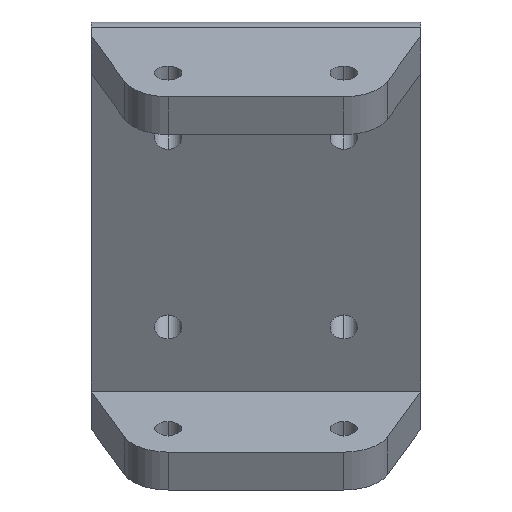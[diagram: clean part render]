
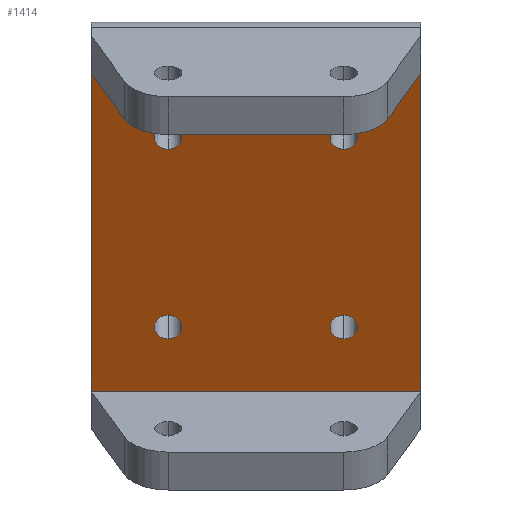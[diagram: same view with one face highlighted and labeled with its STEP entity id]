
A CAD part, top view. The second image highlights one B-rep face of the part: STEP entity #1414.
In plain terms, the highlighted planar face has unit normal (0, -0.507, 0.862).
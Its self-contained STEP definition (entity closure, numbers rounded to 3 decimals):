
#27 = VERTEX_POINT ( 'NONE', #1101 ) ;
#38 = EDGE_CURVE ( 'NONE', #1911, #1899, #238, .T. ) ;
#45 = VECTOR ( 'NONE', #1694, 1000. ) ;
#68 = ORIENTED_EDGE ( 'NONE', *, *, #682, .T. ) ;
#71 = DIRECTION ( 'NONE',  ( 0., 0.862, 0.507 ) ) ;
#78 = AXIS2_PLACEMENT_3D ( 'NONE', #225, #1918, #984 ) ;
#91 = CARTESIAN_POINT ( 'NONE',  ( 8., 207.006, 142.64 ) ) ;
#94 = FACE_BOUND ( 'NONE', #1940, .T. ) ;
#126 = EDGE_CURVE ( 'NONE', #864, #1561, #340, .T. ) ;
#138 = AXIS2_PLACEMENT_3D ( 'NONE', #1586, #1129, #1884 ) ;
#148 = LINE ( 'NONE', #764, #1936 ) ;
#161 = CARTESIAN_POINT ( 'NONE',  ( -22., 213.902, 146.696 ) ) ;
#172 = CARTESIAN_POINT ( 'NONE',  ( 15., 185.027, 129.712 ) ) ;
#200 = DIRECTION ( 'NONE',  ( 0., 0.507, -0.862 ) ) ;
#225 = CARTESIAN_POINT ( 'NONE',  ( -8., 208.084, 143.274 ) ) ;
#238 = CIRCLE ( 'NONE', #297, 1.25 ) ;
#249 = VECTOR ( 'NONE', #1763, 1000. ) ;
#250 = CARTESIAN_POINT ( 'NONE',  ( -22., 213.902, 146.696 ) ) ;
#257 = EDGE_CURVE ( 'NONE', #1017, #27, #1567, .T. ) ;
#273 = AXIS2_PLACEMENT_3D ( 'NONE', #250, #909, #1524 ) ;
#297 = AXIS2_PLACEMENT_3D ( 'NONE', #1531, #650, #618 ) ;
#302 = CIRCLE ( 'NONE', #335, 1.25 ) ;
#330 = ORIENTED_EDGE ( 'NONE', *, *, #1849, .T. ) ;
#335 = AXIS2_PLACEMENT_3D ( 'NONE', #756, #1359, #1972 ) ;
#340 = CIRCLE ( 'NONE', #1169, 1.25 ) ;
#352 = DIRECTION ( 'NONE',  ( 0., 0.862, 0.507 ) ) ;
#397 = CARTESIAN_POINT ( 'NONE',  ( -22., 185.027, 129.712 ) ) ;
#407 = CIRCLE ( 'NONE', #1328, 1.25 ) ;
#415 = EDGE_CURVE ( 'NONE', #1561, #864, #426, .T. ) ;
#422 = EDGE_CURVE ( 'NONE', #1899, #1911, #630, .T. ) ;
#424 = ORIENTED_EDGE ( 'NONE', *, *, #126, .T. ) ;
#426 = CIRCLE ( 'NONE', #138, 1.25 ) ;
#446 = DIRECTION ( 'NONE',  ( 0., -0.862, -0.507 ) ) ;
#536 = CIRCLE ( 'NONE', #78, 1.25 ) ;
#564 = FACE_BOUND ( 'NONE', #1047, .T. ) ;
#583 = ORIENTED_EDGE ( 'NONE', *, *, #1728, .T. ) ;
#618 = DIRECTION ( 'NONE',  ( 0., 0.862, 0.507 ) ) ;
#622 = CARTESIAN_POINT ( 'NONE',  ( 8., 190.845, 133.134 ) ) ;
#629 = VERTEX_POINT ( 'NONE', #1409 ) ;
#630 = CIRCLE ( 'NONE', #1551, 1.25 ) ;
#650 = DIRECTION ( 'NONE',  ( 0., 0.507, -0.862 ) ) ;
#652 = DIRECTION ( 'NONE',  ( 0., 0.862, 0.507 ) ) ;
#655 = EDGE_CURVE ( 'NONE', #1676, #27, #148, .T. ) ;
#682 = EDGE_CURVE ( 'NONE', #894, #1626, #302, .T. ) ;
#744 = EDGE_LOOP ( 'NONE', ( #1858, #1838 ) ) ;
#749 = CARTESIAN_POINT ( 'NONE',  ( 8., 189.767, 132.501 ) ) ;
#750 = VERTEX_POINT ( 'NONE', #1644 ) ;
#756 = CARTESIAN_POINT ( 'NONE',  ( 8., 190.845, 133.134 ) ) ;
#764 = CARTESIAN_POINT ( 'NONE',  ( 15., 213.902, 146.696 ) ) ;
#826 = CARTESIAN_POINT ( 'NONE',  ( 8., 209.161, 143.908 ) ) ;
#834 = LINE ( 'NONE', #397, #249 ) ;
#836 = CARTESIAN_POINT ( 'NONE',  ( -8., 208.084, 143.274 ) ) ;
#854 = ORIENTED_EDGE ( 'NONE', *, *, #415, .T. ) ;
#864 = VERTEX_POINT ( 'NONE', #1043 ) ;
#894 = VERTEX_POINT ( 'NONE', #1875 ) ;
#909 = DIRECTION ( 'NONE',  ( 0., -0.507, 0.862 ) ) ;
#976 = CARTESIAN_POINT ( 'NONE',  ( -8., 190.845, 133.134 ) ) ;
#984 = DIRECTION ( 'NONE',  ( 0., 0.862, 0.507 ) ) ;
#1017 = VERTEX_POINT ( 'NONE', #1140 ) ;
#1022 = EDGE_CURVE ( 'NONE', #629, #1554, #536, .T. ) ;
#1030 = EDGE_CURVE ( 'NONE', #1554, #629, #407, .T. ) ;
#1043 = CARTESIAN_POINT ( 'NONE',  ( -8., 189.767, 132.501 ) ) ;
#1047 = EDGE_LOOP ( 'NONE', ( #583, #68 ) ) ;
#1064 = CARTESIAN_POINT ( 'NONE',  ( -8., 207.006, 142.64 ) ) ;
#1101 = CARTESIAN_POINT ( 'NONE',  ( 15., 213.902, 146.696 ) ) ;
#1129 = DIRECTION ( 'NONE',  ( 0., 0.507, -0.862 ) ) ;
#1140 = CARTESIAN_POINT ( 'NONE',  ( -15., 213.902, 146.696 ) ) ;
#1169 = AXIS2_PLACEMENT_3D ( 'NONE', #976, #200, #352 ) ;
#1171 = PLANE ( 'NONE',  #273 ) ;
#1199 = ORIENTED_EDGE ( 'NONE', *, *, #1548, .T. ) ;
#1202 = CIRCLE ( 'NONE', #1968, 1.25 ) ;
#1240 = CARTESIAN_POINT ( 'NONE',  ( -8., 191.922, 133.768 ) ) ;
#1328 = AXIS2_PLACEMENT_3D ( 'NONE', #836, #1589, #1604 ) ;
#1346 = FACE_BOUND ( 'NONE', #744, .T. ) ;
#1359 = DIRECTION ( 'NONE',  ( 0., 0.507, -0.862 ) ) ;
#1361 = FACE_BOUND ( 'NONE', #1688, .T. ) ;
#1397 = LINE ( 'NONE', #1833, #1680 ) ;
#1409 = CARTESIAN_POINT ( 'NONE',  ( -8., 209.161, 143.908 ) ) ;
#1414 = ADVANCED_FACE ( 'NONE', ( #564, #1346, #94, #1361, #1651 ), #1171, .T. ) ;
#1446 = CARTESIAN_POINT ( 'NONE',  ( 8., 208.084, 143.274 ) ) ;
#1466 = ORIENTED_EDGE ( 'NONE', *, *, #655, .T. ) ;
#1524 = DIRECTION ( 'NONE',  ( 0., -0.862, -0.507 ) ) ;
#1531 = CARTESIAN_POINT ( 'NONE',  ( 8., 208.084, 143.274 ) ) ;
#1535 = DIRECTION ( 'NONE',  ( 0., 0.507, -0.862 ) ) ;
#1548 = EDGE_CURVE ( 'NONE', #1017, #750, #1397, .T. ) ;
#1551 = AXIS2_PLACEMENT_3D ( 'NONE', #1446, #1874, #71 ) ;
#1554 = VERTEX_POINT ( 'NONE', #1064 ) ;
#1561 = VERTEX_POINT ( 'NONE', #1240 ) ;
#1567 = LINE ( 'NONE', #161, #45 ) ;
#1586 = CARTESIAN_POINT ( 'NONE',  ( -8., 190.845, 133.134 ) ) ;
#1589 = DIRECTION ( 'NONE',  ( 0., 0.507, -0.862 ) ) ;
#1604 = DIRECTION ( 'NONE',  ( 0., 0.862, 0.507 ) ) ;
#1626 = VERTEX_POINT ( 'NONE', #749 ) ;
#1644 = CARTESIAN_POINT ( 'NONE',  ( -15., 185.027, 129.712 ) ) ;
#1651 = FACE_OUTER_BOUND ( 'NONE', #1662, .T. ) ;
#1662 = EDGE_LOOP ( 'NONE', ( #1835, #1199, #330, #1466 ) ) ;
#1676 = VERTEX_POINT ( 'NONE', #172 ) ;
#1680 = VECTOR ( 'NONE', #446, 1000. ) ;
#1681 = DIRECTION ( 'NONE',  ( 0., 0.862, 0.507 ) ) ;
#1688 = EDGE_LOOP ( 'NONE', ( #1785, #1779 ) ) ;
#1694 = DIRECTION ( 'NONE',  ( 1., 0., 0. ) ) ;
#1728 = EDGE_CURVE ( 'NONE', #1626, #894, #1202, .T. ) ;
#1763 = DIRECTION ( 'NONE',  ( 1., 0., 0. ) ) ;
#1779 = ORIENTED_EDGE ( 'NONE', *, *, #422, .T. ) ;
#1785 = ORIENTED_EDGE ( 'NONE', *, *, #38, .T. ) ;
#1833 = CARTESIAN_POINT ( 'NONE',  ( -15., 213.902, 146.696 ) ) ;
#1835 = ORIENTED_EDGE ( 'NONE', *, *, #257, .F. ) ;
#1838 = ORIENTED_EDGE ( 'NONE', *, *, #1022, .T. ) ;
#1849 = EDGE_CURVE ( 'NONE', #750, #1676, #834, .T. ) ;
#1858 = ORIENTED_EDGE ( 'NONE', *, *, #1030, .T. ) ;
#1874 = DIRECTION ( 'NONE',  ( 0., 0.507, -0.862 ) ) ;
#1875 = CARTESIAN_POINT ( 'NONE',  ( 8., 191.922, 133.768 ) ) ;
#1884 = DIRECTION ( 'NONE',  ( 0., 0.862, 0.507 ) ) ;
#1899 = VERTEX_POINT ( 'NONE', #826 ) ;
#1911 = VERTEX_POINT ( 'NONE', #91 ) ;
#1918 = DIRECTION ( 'NONE',  ( 0., 0.507, -0.862 ) ) ;
#1936 = VECTOR ( 'NONE', #1681, 1000. ) ;
#1940 = EDGE_LOOP ( 'NONE', ( #424, #854 ) ) ;
#1968 = AXIS2_PLACEMENT_3D ( 'NONE', #622, #1535, #652 ) ;
#1972 = DIRECTION ( 'NONE',  ( 0., 0.862, 0.507 ) ) ;
